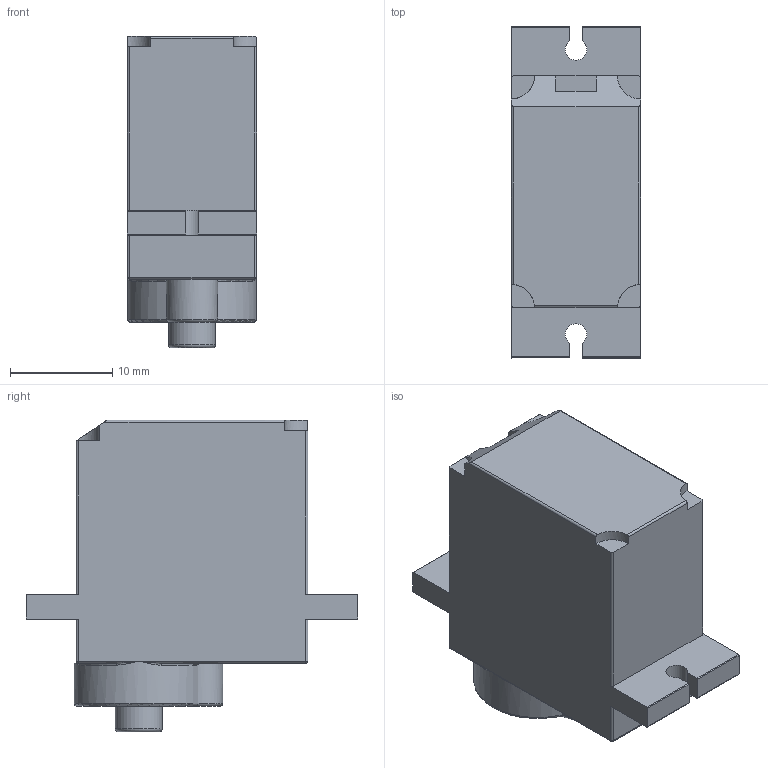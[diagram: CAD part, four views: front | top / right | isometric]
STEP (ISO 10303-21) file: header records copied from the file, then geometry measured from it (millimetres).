
FILE_DESCRIPTION(/* description */ (''),/* implementation_level */ '2;1');
FILE_NAME(/* name */ 'SG90_Model_A v4.step',/* time_stamp */ '2022-09-27T14:20:58+09:00',/* author */ (''),/* organization */ (''),/* preprocessor_version */ 'ST-DEVELOPER v19',/* originating_system */ 'Autodesk Translation Framework v11.7.0.108',/* authorisation */ '');
FILE_SCHEMA (('AUTOMOTIVE_DESIGN { 1 0 10303 214 3 1 1 }'));
Length unit declared in the file: millimetre
Products named in the file (1): SG90_Model_A
Bounding box: 12.6 x 32.4 x 30.4 mm (x, y, z)
Volume: 7541.9 mm3; surface area: 2751.3 mm2
Topology: 1 solids, 1 shells, 89 faces, 230 edges, 141 vertices
Faces by surface type: cylinder 36, plane 35, torus 8, bspline 6, sphere 4
Full cylindrical faces by diameter (mm): 1.8 x1, 4.6 x1
Entity records: 3006 total; most frequent: CARTESIAN_POINT 801, DIRECTION 455, ORIENTED_EDGE 452, EDGE_CURVE 226, AXIS2_PLACEMENT_3D 167, VERTEX_POINT 141, LINE 121, VECTOR 121
